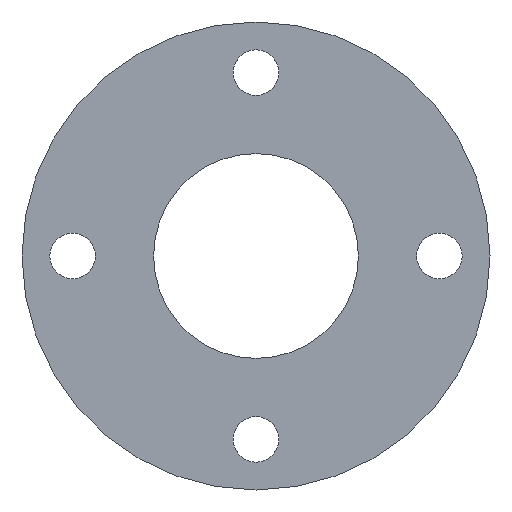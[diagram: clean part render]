
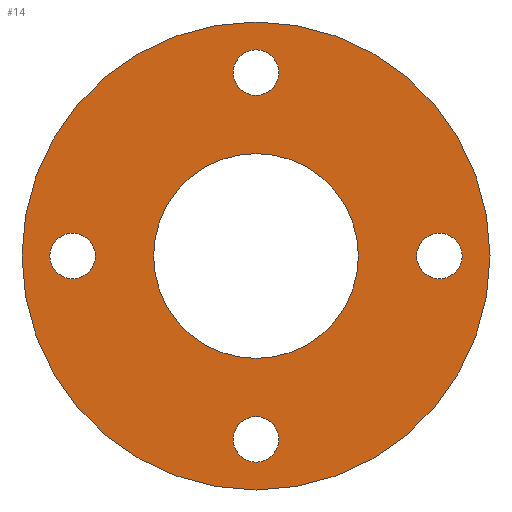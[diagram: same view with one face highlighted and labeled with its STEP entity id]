
A CAD part, front view. The second image highlights one B-rep face of the part: STEP entity #14.
In plain terms, the highlighted planar face has unit normal (0, -1, 0).
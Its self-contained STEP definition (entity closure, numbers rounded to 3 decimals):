
#2 = DIRECTION ( 'NONE',  ( 0., 1., 0. ) ) ;
#4 = CIRCLE ( 'NONE', #80, 92.5 ) ;
#6 = ORIENTED_EDGE ( 'NONE', *, *, #590, .F. ) ;
#11 = DIRECTION ( 'NONE',  ( 0., 1., 0. ) ) ;
#13 = CIRCLE ( 'NONE', #487, 9. ) ;
#14 = ADVANCED_FACE ( 'NONE', ( #394, #579, #118, #397, #123, #581 ), #163, .T. ) ;
#22 = EDGE_CURVE ( 'NONE', #385, #30, #224, .T. ) ;
#25 = CARTESIAN_POINT ( 'NONE',  ( 0., 0., 92.5 ) ) ;
#26 = EDGE_LOOP ( 'NONE', ( #519, #432 ) ) ;
#30 = VERTEX_POINT ( 'NONE', #482 ) ;
#32 = DIRECTION ( 'NONE',  ( 0., -1., 0. ) ) ;
#38 = CIRCLE ( 'NONE', #373, 40.5 ) ;
#39 = AXIS2_PLACEMENT_3D ( 'NONE', #307, #311, #540 ) ;
#43 = CIRCLE ( 'NONE', #378, 9. ) ;
#45 = DIRECTION ( 'NONE',  ( 0., 1., 0. ) ) ;
#49 = CARTESIAN_POINT ( 'NONE',  ( 0., 0., 0. ) ) ;
#52 = AXIS2_PLACEMENT_3D ( 'NONE', #566, #53, #147 ) ;
#53 = DIRECTION ( 'NONE',  ( 0., -1., 0. ) ) ;
#72 = EDGE_LOOP ( 'NONE', ( #382, #571 ) ) ;
#76 = DIRECTION ( 'NONE',  ( 0., 0., -1. ) ) ;
#77 = ORIENTED_EDGE ( 'NONE', *, *, #324, .F. ) ;
#80 = AXIS2_PLACEMENT_3D ( 'NONE', #49, #2, #184 ) ;
#84 = CIRCLE ( 'NONE', #372, 9. ) ;
#85 = DIRECTION ( 'NONE',  ( 0., -1., 0. ) ) ;
#96 = VERTEX_POINT ( 'NONE', #545 ) ;
#97 = CARTESIAN_POINT ( 'NONE',  ( 0., 0., 81.5 ) ) ;
#98 = EDGE_CURVE ( 'NONE', #30, #385, #426, .T. ) ;
#118 = FACE_BOUND ( 'NONE', #436, .T. ) ;
#120 = DIRECTION ( 'NONE',  ( 0., -1., 0. ) ) ;
#123 = FACE_BOUND ( 'NONE', #26, .T. ) ;
#126 = DIRECTION ( 'NONE',  ( 0., -1., 0. ) ) ;
#143 = AXIS2_PLACEMENT_3D ( 'NONE', #344, #120, #76 ) ;
#147 = DIRECTION ( 'NONE',  ( 0., 0., -1. ) ) ;
#154 = CIRCLE ( 'NONE', #52, 9. ) ;
#155 = DIRECTION ( 'NONE',  ( 0., 0., -1. ) ) ;
#161 = AXIS2_PLACEMENT_3D ( 'NONE', #413, #85, #237 ) ;
#163 = PLANE ( 'NONE',  #39 ) ;
#170 = DIRECTION ( 'NONE',  ( 0., 0., -1. ) ) ;
#172 = AXIS2_PLACEMENT_3D ( 'NONE', #480, #32, #155 ) ;
#173 = DIRECTION ( 'NONE',  ( 0., 0., -1. ) ) ;
#179 = CARTESIAN_POINT ( 'NONE',  ( 0., 0., 72.5 ) ) ;
#181 = ORIENTED_EDGE ( 'NONE', *, *, #279, .F. ) ;
#182 = EDGE_CURVE ( 'NONE', #298, #309, #473, .T. ) ;
#184 = DIRECTION ( 'NONE',  ( 0., 0., 1. ) ) ;
#188 = EDGE_CURVE ( 'NONE', #425, #411, #84, .T. ) ;
#208 = DIRECTION ( 'NONE',  ( 0., 0., 1. ) ) ;
#211 = DIRECTION ( 'NONE',  ( 0., -1., 0. ) ) ;
#216 = EDGE_CURVE ( 'NONE', #476, #331, #4, .T. ) ;
#217 = DIRECTION ( 'NONE',  ( 0., 1., 0. ) ) ;
#224 = CIRCLE ( 'NONE', #502, 9. ) ;
#225 = ORIENTED_EDGE ( 'NONE', *, *, #517, .F. ) ;
#237 = DIRECTION ( 'NONE',  ( 0., 0., -1. ) ) ;
#252 = AXIS2_PLACEMENT_3D ( 'NONE', #336, #11, #575 ) ;
#260 = CARTESIAN_POINT ( 'NONE',  ( 72.5, 0., 0. ) ) ;
#267 = VERTEX_POINT ( 'NONE', #468 ) ;
#278 = ORIENTED_EDGE ( 'NONE', *, *, #216, .F. ) ;
#279 = EDGE_CURVE ( 'NONE', #267, #96, #154, .T. ) ;
#282 = CIRCLE ( 'NONE', #252, 92.5 ) ;
#287 = EDGE_LOOP ( 'NONE', ( #225, #354 ) ) ;
#298 = VERTEX_POINT ( 'NONE', #484 ) ;
#306 = CARTESIAN_POINT ( 'NONE',  ( 72.5, 0., -9. ) ) ;
#307 = CARTESIAN_POINT ( 'NONE',  ( 0., 0., 92.5 ) ) ;
#309 = VERTEX_POINT ( 'NONE', #434 ) ;
#311 = DIRECTION ( 'NONE',  ( 0., -1., 0. ) ) ;
#324 = EDGE_CURVE ( 'NONE', #331, #476, #282, .T. ) ;
#331 = VERTEX_POINT ( 'NONE', #562 ) ;
#336 = CARTESIAN_POINT ( 'NONE',  ( 0., 0., 0. ) ) ;
#344 = CARTESIAN_POINT ( 'NONE',  ( 0., 0., 72.5 ) ) ;
#354 = ORIENTED_EDGE ( 'NONE', *, *, #188, .F. ) ;
#364 = DIRECTION ( 'NONE',  ( 0., -1., 0. ) ) ;
#367 = CARTESIAN_POINT ( 'NONE',  ( 72.5, 0., 0. ) ) ;
#368 = VERTEX_POINT ( 'NONE', #97 ) ;
#371 = ORIENTED_EDGE ( 'NONE', *, *, #431, .F. ) ;
#372 = AXIS2_PLACEMENT_3D ( 'NONE', #367, #126, #552 ) ;
#373 = AXIS2_PLACEMENT_3D ( 'NONE', #535, #217, #208 ) ;
#378 = AXIS2_PLACEMENT_3D ( 'NONE', #179, #364, #415 ) ;
#382 = ORIENTED_EDGE ( 'NONE', *, *, #22, .F. ) ;
#385 = VERTEX_POINT ( 'NONE', #479 ) ;
#394 = FACE_BOUND ( 'NONE', #287, .T. ) ;
#397 = FACE_BOUND ( 'NONE', #72, .T. ) ;
#404 = CARTESIAN_POINT ( 'NONE',  ( 0., 0., -72.5 ) ) ;
#411 = VERTEX_POINT ( 'NONE', #306 ) ;
#413 = CARTESIAN_POINT ( 'NONE',  ( 0., 0., -72.5 ) ) ;
#415 = DIRECTION ( 'NONE',  ( 0., 0., -1. ) ) ;
#421 = EDGE_LOOP ( 'NONE', ( #278, #77 ) ) ;
#425 = VERTEX_POINT ( 'NONE', #530 ) ;
#426 = CIRCLE ( 'NONE', #161, 9. ) ;
#431 = EDGE_CURVE ( 'NONE', #96, #267, #501, .T. ) ;
#432 = ORIENTED_EDGE ( 'NONE', *, *, #182, .T. ) ;
#434 = CARTESIAN_POINT ( 'NONE',  ( 0., 0., 40.5 ) ) ;
#436 = EDGE_LOOP ( 'NONE', ( #181, #371 ) ) ;
#441 = CARTESIAN_POINT ( 'NONE',  ( 0., 0., 63.5 ) ) ;
#459 = CARTESIAN_POINT ( 'NONE',  ( 0., 0., 0. ) ) ;
#468 = CARTESIAN_POINT ( 'NONE',  ( -72.5, 0., -9. ) ) ;
#470 = ORIENTED_EDGE ( 'NONE', *, *, #512, .F. ) ;
#473 = CIRCLE ( 'NONE', #553, 40.5 ) ;
#476 = VERTEX_POINT ( 'NONE', #25 ) ;
#479 = CARTESIAN_POINT ( 'NONE',  ( 0., 0., -81.5 ) ) ;
#480 = CARTESIAN_POINT ( 'NONE',  ( -72.5, 0., 0. ) ) ;
#482 = CARTESIAN_POINT ( 'NONE',  ( 0., 0., -63.5 ) ) ;
#484 = CARTESIAN_POINT ( 'NONE',  ( 0., 0., -40.5 ) ) ;
#487 = AXIS2_PLACEMENT_3D ( 'NONE', #260, #211, #170 ) ;
#488 = EDGE_CURVE ( 'NONE', #309, #298, #38, .T. ) ;
#501 = CIRCLE ( 'NONE', #172, 9. ) ;
#502 = AXIS2_PLACEMENT_3D ( 'NONE', #404, #585, #173 ) ;
#512 = EDGE_CURVE ( 'NONE', #549, #368, #589, .T. ) ;
#517 = EDGE_CURVE ( 'NONE', #411, #425, #13, .T. ) ;
#519 = ORIENTED_EDGE ( 'NONE', *, *, #488, .T. ) ;
#530 = CARTESIAN_POINT ( 'NONE',  ( 72.5, 0., 9. ) ) ;
#535 = CARTESIAN_POINT ( 'NONE',  ( 0., 0., 0. ) ) ;
#540 = DIRECTION ( 'NONE',  ( 0., 0., -1. ) ) ;
#545 = CARTESIAN_POINT ( 'NONE',  ( -72.5, 0., 9. ) ) ;
#549 = VERTEX_POINT ( 'NONE', #441 ) ;
#552 = DIRECTION ( 'NONE',  ( 0., 0., -1. ) ) ;
#553 = AXIS2_PLACEMENT_3D ( 'NONE', #459, #45, #594 ) ;
#562 = CARTESIAN_POINT ( 'NONE',  ( 0., 0., -92.5 ) ) ;
#564 = EDGE_LOOP ( 'NONE', ( #470, #6 ) ) ;
#566 = CARTESIAN_POINT ( 'NONE',  ( -72.5, 0., 0. ) ) ;
#571 = ORIENTED_EDGE ( 'NONE', *, *, #98, .F. ) ;
#575 = DIRECTION ( 'NONE',  ( 0., 0., 1. ) ) ;
#579 = FACE_BOUND ( 'NONE', #564, .T. ) ;
#581 = FACE_OUTER_BOUND ( 'NONE', #421, .T. ) ;
#585 = DIRECTION ( 'NONE',  ( 0., -1., 0. ) ) ;
#589 = CIRCLE ( 'NONE', #143, 9. ) ;
#590 = EDGE_CURVE ( 'NONE', #368, #549, #43, .T. ) ;
#594 = DIRECTION ( 'NONE',  ( 0., 0., 1. ) ) ;
